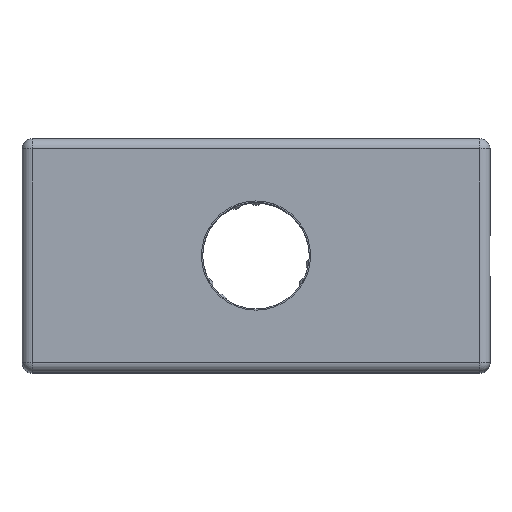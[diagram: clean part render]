
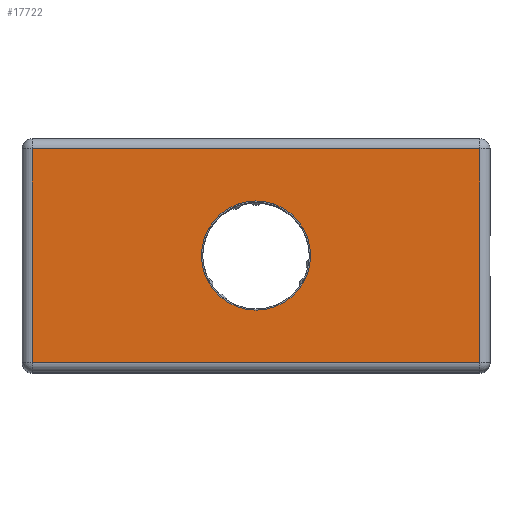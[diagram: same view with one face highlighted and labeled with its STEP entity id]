
A CAD part, top view. The second image highlights one B-rep face of the part: STEP entity #17722.
In plain terms, the highlighted planar face has unit normal (0, 0, 1).
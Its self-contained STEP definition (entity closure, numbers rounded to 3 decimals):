
#15252=CARTESIAN_POINT('',(9.794,32.112,95.0));
#15253=VERTEX_POINT('',#15252);
#15254=CARTESIAN_POINT('',(9.794,21.612,95.0));
#15255=DIRECTION('',(0.0,0.0,-1.0));
#15256=DIRECTION('',(0.0,1.0,0.0));
#15257=AXIS2_PLACEMENT_3D('',#15254,#15255,#15256);
#15258=CIRCLE('',#15257,10.5);
#15259=EDGE_CURVE('',#15253,#15253,#15258,.T.);
#17384=CARTESIAN_POINT('',(-33.206,42.112,95.0));
#17385=VERTEX_POINT('',#17384);
#17419=CARTESIAN_POINT('',(-33.206,1.112,95.0));
#17420=VERTEX_POINT('',#17419);
#17445=CARTESIAN_POINT('',(52.794,42.112,95.0));
#17446=VERTEX_POINT('',#17445);
#17478=CARTESIAN_POINT('',(52.794,1.112,95.0));
#17479=VERTEX_POINT('',#17478);
#17543=CARTESIAN_POINT('',(52.794,42.112,95.0));
#17544=DIRECTION('',(0.0,-1.0,0.0));
#17545=VECTOR('',#17544,41.);
#17546=LINE('',#17543,#17545);
#17547=EDGE_CURVE('',#17446,#17479,#17546,.T.);
#17565=CARTESIAN_POINT('',(52.794,1.112,95.0));
#17566=DIRECTION('',(-1.0,0.0,0.0));
#17567=VECTOR('',#17566,86.0);
#17568=LINE('',#17565,#17567);
#17569=EDGE_CURVE('',#17479,#17420,#17568,.T.);
#17609=CARTESIAN_POINT('',(-33.206,42.112,95.0));
#17610=DIRECTION('',(1.0,0.0,0.0));
#17611=VECTOR('',#17610,86.);
#17612=LINE('',#17609,#17611);
#17613=EDGE_CURVE('',#17385,#17446,#17612,.T.);
#17653=CARTESIAN_POINT('',(-33.206,1.112,95.0));
#17654=DIRECTION('',(0.0,1.0,0.0));
#17655=VECTOR('',#17654,41.0);
#17656=LINE('',#17653,#17655);
#17657=EDGE_CURVE('',#17420,#17385,#17656,.T.);
#17708=CARTESIAN_POINT('',(9.794,21.612,95.0));
#17709=DIRECTION('',(0.0,0.0,1.0));
#17710=DIRECTION('',(0.0,1.0,0.0));
#17711=AXIS2_PLACEMENT_3D('',#17708,#17709,#17710);
#17712=PLANE('',#17711);
#17713=ORIENTED_EDGE('',*,*,#17547,.F.);
#17714=ORIENTED_EDGE('',*,*,#17613,.F.);
#17715=ORIENTED_EDGE('',*,*,#17657,.F.);
#17716=ORIENTED_EDGE('',*,*,#17569,.F.);
#17717=EDGE_LOOP('',(#17713,#17714,#17715,#17716));
#17718=FACE_OUTER_BOUND('',#17717,.T.);
#17719=ORIENTED_EDGE('',*,*,#15259,.T.);
#17720=EDGE_LOOP('',(#17719));
#17721=FACE_BOUND('',#17720,.T.);
#17722=ADVANCED_FACE('',(#17718,#17721),#17712,.T.);
